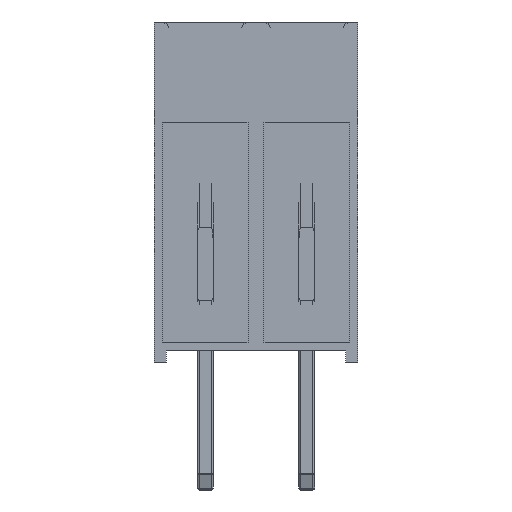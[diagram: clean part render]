
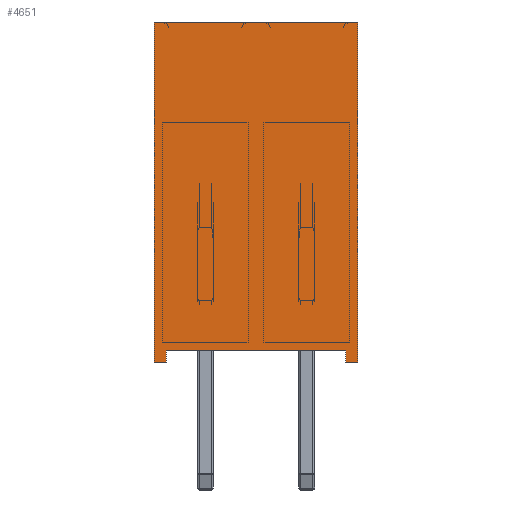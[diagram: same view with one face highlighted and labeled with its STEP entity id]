
A CAD part, left-side view. The second image highlights one B-rep face of the part: STEP entity #4651.
In plain terms, the highlighted planar face has unit normal (-1, 0, 0).
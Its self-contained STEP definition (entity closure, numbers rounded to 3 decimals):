
#678=FACE_OUTER_BOUND('',#968,.T.);
#968=EDGE_LOOP('',(#3028,#3029,#3030,#3031,#3032,#3033,#3034,#3035));
#1290=LINE('',#7251,#1638);
#1291=LINE('',#7254,#1639);
#1293=LINE('',#7258,#1641);
#1294=LINE('',#7260,#1642);
#1295=LINE('',#7262,#1643);
#1296=LINE('',#7264,#1644);
#1297=LINE('',#7266,#1645);
#1298=LINE('',#7267,#1646);
#1638=VECTOR('',#5646,10.);
#1639=VECTOR('',#5649,10.);
#1641=VECTOR('',#5653,10.);
#1642=VECTOR('',#5654,10.);
#1643=VECTOR('',#5655,10.);
#1644=VECTOR('',#5656,10.);
#1645=VECTOR('',#5657,10.);
#1646=VECTOR('',#5658,10.);
#1984=VERTEX_POINT('',#7247);
#1985=VERTEX_POINT('',#7249);
#1986=VERTEX_POINT('',#7253);
#1987=VERTEX_POINT('',#7257);
#1988=VERTEX_POINT('',#7259);
#1989=VERTEX_POINT('',#7261);
#1990=VERTEX_POINT('',#7263);
#1991=VERTEX_POINT('',#7265);
#2362=EDGE_CURVE('',#1984,#1985,#1290,.T.);
#2363=EDGE_CURVE('',#1986,#1984,#1291,.T.);
#2365=EDGE_CURVE('',#1985,#1987,#1293,.T.);
#2366=EDGE_CURVE('',#1987,#1988,#1294,.T.);
#2367=EDGE_CURVE('',#1988,#1989,#1295,.T.);
#2368=EDGE_CURVE('',#1989,#1990,#1296,.T.);
#2369=EDGE_CURVE('',#1991,#1990,#1297,.T.);
#2370=EDGE_CURVE('',#1986,#1991,#1298,.T.);
#3028=ORIENTED_EDGE('',*,*,#2365,.T.);
#3029=ORIENTED_EDGE('',*,*,#2366,.T.);
#3030=ORIENTED_EDGE('',*,*,#2367,.T.);
#3031=ORIENTED_EDGE('',*,*,#2368,.T.);
#3032=ORIENTED_EDGE('',*,*,#2369,.F.);
#3033=ORIENTED_EDGE('',*,*,#2370,.F.);
#3034=ORIENTED_EDGE('',*,*,#2363,.T.);
#3035=ORIENTED_EDGE('',*,*,#2362,.T.);
#4322=PLANE('',#4995);
#4651=ADVANCED_FACE('',(#678),#4322,.T.);
#4995=AXIS2_PLACEMENT_3D('',#7256,#5651,#5652);
#5646=DIRECTION('',(0.,0.,1.));
#5649=DIRECTION('',(0.,-1.,0.));
#5651=DIRECTION('center_axis',(-1.,0.,0.));
#5652=DIRECTION('ref_axis',(0.,-1.,0.));
#5653=DIRECTION('',(0.,-1.,0.));
#5654=DIRECTION('',(0.,0.,-1.));
#5655=DIRECTION('',(0.,-1.,0.));
#5656=DIRECTION('',(0.,0.,1.));
#5657=DIRECTION('',(0.,-1.,0.));
#5658=DIRECTION('',(0.,0.,1.));
#7247=CARTESIAN_POINT('',(-1.27,3.51,0.));
#7249=CARTESIAN_POINT('',(-1.27,3.51,0.3));
#7251=CARTESIAN_POINT('',(-1.27,3.51,0.));
#7253=CARTESIAN_POINT('',(-1.27,3.81,0.));
#7254=CARTESIAN_POINT('',(-1.27,3.81,0.));
#7256=CARTESIAN_POINT('Origin',(-1.27,1.27,0.));
#7257=CARTESIAN_POINT('',(-1.27,-0.97,0.3));
#7258=CARTESIAN_POINT('',(-1.27,1.27,0.3));
#7259=CARTESIAN_POINT('',(-1.27,-0.97,0.));
#7260=CARTESIAN_POINT('',(-1.27,-0.97,0.));
#7261=CARTESIAN_POINT('',(-1.27,-1.27,0.));
#7262=CARTESIAN_POINT('',(-1.27,1.27,0.));
#7263=CARTESIAN_POINT('',(-1.27,-1.27,8.5));
#7264=CARTESIAN_POINT('',(-1.27,-1.27,0.));
#7265=CARTESIAN_POINT('',(-1.27,3.81,8.5));
#7266=CARTESIAN_POINT('',(-1.27,3.81,8.5));
#7267=CARTESIAN_POINT('',(-1.27,3.81,0.));
